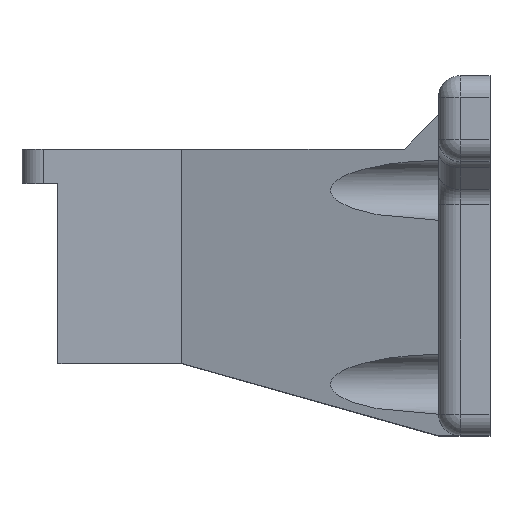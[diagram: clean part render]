
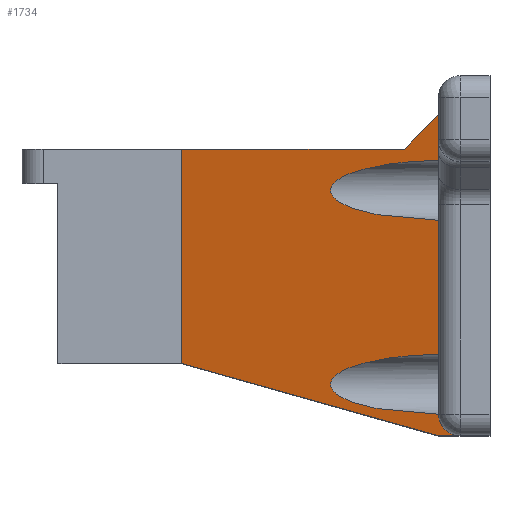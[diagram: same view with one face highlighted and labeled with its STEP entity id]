
A CAD part, top view. The second image highlights one B-rep face of the part: STEP entity #1734.
In plain terms, the highlighted planar face has unit normal (-0.258, 0, 0.966).
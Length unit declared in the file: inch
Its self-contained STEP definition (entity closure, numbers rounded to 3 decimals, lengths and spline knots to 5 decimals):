
#61=LINE('',#2631,#220);
#62=LINE('',#2635,#221);
#65=LINE('',#2653,#224);
#66=LINE('',#2657,#225);
#67=LINE('',#2696,#226);
#72=LINE('',#2704,#231);
#73=LINE('',#2705,#232);
#74=LINE('',#2707,#233);
#129=LINE('',#2906,#288);
#130=LINE('',#2908,#289);
#131=LINE('',#2910,#290);
#132=LINE('',#2911,#291);
#220=VECTOR('',#2091,0.3937);
#221=VECTOR('',#2094,0.3937);
#224=VECTOR('',#2115,0.3937);
#225=VECTOR('',#2118,0.3937);
#226=VECTOR('',#2167,0.3937);
#231=VECTOR('',#2174,0.3937);
#232=VECTOR('',#2175,0.3937);
#233=VECTOR('',#2176,0.3937);
#288=VECTOR('',#2401,0.3937);
#289=VECTOR('',#2402,0.3937);
#290=VECTOR('',#2403,0.3937);
#291=VECTOR('',#2404,0.3937);
#346=ELLIPSE('',#1825,0.67918,0.175);
#348=ELLIPSE('',#1835,0.67918,0.175);
#351=ELLIPSE('',#1843,0.24448,0.06299);
#352=ELLIPSE('',#1845,0.24448,0.06299);
#355=ELLIPSE('',#1853,0.24448,0.06299);
#356=ELLIPSE('',#1855,0.24448,0.06299);
#358=ELLIPSE('',#1901,0.12937,0.125);
#386=PLANE('',#1942);
#502=FACE_OUTER_BOUND('',#611,.T.);
#611=EDGE_LOOP('',(#1439,#1440,#1441,#1442,#1443,#1444,#1445,#1446,#1447,
#1448,#1449,#1450,#1451,#1452,#1453,#1454,#1455,#1456,#1457));
#761=VERTEX_POINT('',#2629);
#762=VERTEX_POINT('',#2630);
#763=VERTEX_POINT('',#2632);
#764=VERTEX_POINT('',#2634);
#769=VERTEX_POINT('',#2651);
#770=VERTEX_POINT('',#2652);
#771=VERTEX_POINT('',#2654);
#772=VERTEX_POINT('',#2656);
#777=VERTEX_POINT('',#2672);
#778=VERTEX_POINT('',#2674);
#783=VERTEX_POINT('',#2688);
#784=VERTEX_POINT('',#2690);
#785=VERTEX_POINT('',#2694);
#786=VERTEX_POINT('',#2695);
#789=VERTEX_POINT('',#2706);
#825=VERTEX_POINT('',#2809);
#848=VERTEX_POINT('',#2905);
#849=VERTEX_POINT('',#2907);
#850=VERTEX_POINT('',#2909);
#932=EDGE_CURVE('',#761,#762,#61,.T.);
#934=EDGE_CURVE('',#764,#763,#62,.T.);
#936=EDGE_CURVE('',#763,#761,#346,.T.);
#942=EDGE_CURVE('',#769,#770,#65,.T.);
#944=EDGE_CURVE('',#772,#771,#66,.T.);
#946=EDGE_CURVE('',#771,#769,#348,.T.);
#952=EDGE_CURVE('',#764,#777,#351,.F.);
#954=EDGE_CURVE('',#778,#762,#352,.F.);
#960=EDGE_CURVE('',#772,#783,#355,.F.);
#962=EDGE_CURVE('',#784,#770,#356,.F.);
#963=EDGE_CURVE('',#785,#786,#67,.T.);
#968=EDGE_CURVE('',#784,#786,#72,.T.);
#969=EDGE_CURVE('',#778,#783,#73,.T.);
#970=EDGE_CURVE('',#789,#777,#74,.T.);
#1022=EDGE_CURVE('',#825,#789,#358,.T.);
#1070=EDGE_CURVE('',#785,#848,#129,.T.);
#1071=EDGE_CURVE('',#848,#849,#130,.T.);
#1072=EDGE_CURVE('',#850,#849,#131,.F.);
#1073=EDGE_CURVE('',#850,#825,#132,.T.);
#1439=ORIENTED_EDGE('',*,*,#932,.T.);
#1440=ORIENTED_EDGE('',*,*,#954,.F.);
#1441=ORIENTED_EDGE('',*,*,#969,.T.);
#1442=ORIENTED_EDGE('',*,*,#960,.F.);
#1443=ORIENTED_EDGE('',*,*,#944,.T.);
#1444=ORIENTED_EDGE('',*,*,#946,.T.);
#1445=ORIENTED_EDGE('',*,*,#942,.T.);
#1446=ORIENTED_EDGE('',*,*,#962,.F.);
#1447=ORIENTED_EDGE('',*,*,#968,.T.);
#1448=ORIENTED_EDGE('',*,*,#963,.F.);
#1449=ORIENTED_EDGE('',*,*,#1070,.T.);
#1450=ORIENTED_EDGE('',*,*,#1071,.T.);
#1451=ORIENTED_EDGE('',*,*,#1072,.F.);
#1452=ORIENTED_EDGE('',*,*,#1073,.T.);
#1453=ORIENTED_EDGE('',*,*,#1022,.T.);
#1454=ORIENTED_EDGE('',*,*,#970,.T.);
#1455=ORIENTED_EDGE('',*,*,#952,.F.);
#1456=ORIENTED_EDGE('',*,*,#934,.T.);
#1457=ORIENTED_EDGE('',*,*,#936,.T.);
#1734=ADVANCED_FACE('',(#502),#386,.T.);
#1825=AXIS2_PLACEMENT_3D('',#2638,#2099,#2100);
#1835=AXIS2_PLACEMENT_3D('',#2660,#2123,#2124);
#1843=AXIS2_PLACEMENT_3D('',#2673,#2139,#2140);
#1845=AXIS2_PLACEMENT_3D('',#2676,#2143,#2144);
#1853=AXIS2_PLACEMENT_3D('',#2689,#2159,#2160);
#1855=AXIS2_PLACEMENT_3D('',#2692,#2163,#2164);
#1901=AXIS2_PLACEMENT_3D('',#2810,#2286,#2287);
#1942=AXIS2_PLACEMENT_3D('',#2904,#2399,#2400);
#2091=DIRECTION('',(0.,-1.,0.));
#2094=DIRECTION('',(0.,-1.,0.));
#2099=DIRECTION('center_axis',(0.258,0.,-0.966));
#2100=DIRECTION('ref_axis',(0.966,0.,0.258));
#2115=DIRECTION('',(0.,-1.,0.));
#2118=DIRECTION('',(0.,-1.,0.));
#2123=DIRECTION('center_axis',(0.258,0.,-0.966));
#2124=DIRECTION('ref_axis',(0.966,0.,0.258));
#2139=DIRECTION('center_axis',(0.258,0.,-0.966));
#2140=DIRECTION('ref_axis',(0.966,0.,0.258));
#2143=DIRECTION('center_axis',(0.258,0.,-0.966));
#2144=DIRECTION('ref_axis',(0.966,0.,0.258));
#2159=DIRECTION('center_axis',(0.258,0.,-0.966));
#2160=DIRECTION('ref_axis',(0.966,0.,0.258));
#2163=DIRECTION('center_axis',(0.258,0.,-0.966));
#2164=DIRECTION('ref_axis',(0.966,0.,0.258));
#2167=DIRECTION('',(0.695,0.695,0.185));
#2174=DIRECTION('',(0.,1.,0.));
#2175=DIRECTION('',(0.,1.,0.));
#2176=DIRECTION('',(0.,1.,0.));
#2286=DIRECTION('center_axis',(0.258,0.,-0.966));
#2287=DIRECTION('ref_axis',(-0.966,0.,-0.258));
#2399=DIRECTION('center_axis',(-0.258,0.,0.966));
#2400=DIRECTION('ref_axis',(0.966,0.,0.258));
#2401=DIRECTION('',(-0.966,0.,-0.258));
#2402=DIRECTION('',(0.,-1.,0.));
#2403=DIRECTION('',(0.932,-0.263,0.249));
#2404=DIRECTION('',(0.966,0.,0.258));
#2629=CARTESIAN_POINT('',(1.32376,-0.14814,0.90347));
#2630=CARTESIAN_POINT('',(1.32376,-0.2604,0.90347));
#2631=CARTESIAN_POINT('',(1.32376,-0.05475,0.90347));
#2632=CARTESIAN_POINT('',(1.32376,-0.49786,0.90347));
#2634=CARTESIAN_POINT('',(1.32376,-0.3856,0.90347));
#2635=CARTESIAN_POINT('',(1.32376,-0.05475,0.90347));
#2638=CARTESIAN_POINT('Origin',(1.3501,-0.323,0.9105));
#2651=CARTESIAN_POINT('',(1.32376,0.98386,0.90347));
#2652=CARTESIAN_POINT('',(1.32376,0.8716,0.90347));
#2653=CARTESIAN_POINT('',(1.32376,0.51125,0.90347));
#2654=CARTESIAN_POINT('',(1.32376,0.63414,0.90347));
#2656=CARTESIAN_POINT('',(1.32376,0.7464,0.90347));
#2657=CARTESIAN_POINT('',(1.32376,0.51125,0.90347));
#2660=CARTESIAN_POINT('Origin',(1.3501,0.809,0.9105));
#2672=CARTESIAN_POINT('',(1.32402,-0.38561,0.90354));
#2673=CARTESIAN_POINT('Origin',(1.3501,-0.323,0.9105));
#2674=CARTESIAN_POINT('',(1.32402,-0.26039,0.90354));
#2676=CARTESIAN_POINT('Origin',(1.3501,-0.323,0.9105));
#2688=CARTESIAN_POINT('',(1.32402,0.74639,0.90354));
#2689=CARTESIAN_POINT('Origin',(1.3501,0.809,0.9105));
#2690=CARTESIAN_POINT('',(1.32402,0.87161,0.90354));
#2692=CARTESIAN_POINT('Origin',(1.3501,0.809,0.9105));
#2694=CARTESIAN_POINT('',(1.12402,1.05,0.85021));
#2695=CARTESIAN_POINT('',(1.32402,1.25,0.90354));
#2696=CARTESIAN_POINT('',(0.7734,0.69938,0.75671));
#2704=CARTESIAN_POINT('',(1.32402,0.2135,0.90354));
#2705=CARTESIAN_POINT('',(1.32402,0.2135,0.90354));
#2706=CARTESIAN_POINT('',(1.32402,-0.498,0.90354));
#2707=CARTESIAN_POINT('',(1.32402,0.2135,0.90354));
#2809=CARTESIAN_POINT('',(1.44902,-0.623,0.93688));
#2810=CARTESIAN_POINT('Origin',(1.44902,-0.498,0.93688));
#2904=CARTESIAN_POINT('Origin',(0.57402,0.2135,0.70354));
#2905=CARTESIAN_POINT('',(-0.17598,1.05,0.50354));
#2906=CARTESIAN_POINT('',(0.2323,1.05,0.61242));
#2907=CARTESIAN_POINT('',(-0.17598,-0.2,0.50354));
#2908=CARTESIAN_POINT('',(-0.17598,0.2135,0.50354));
#2909=CARTESIAN_POINT('',(1.32402,-0.623,0.90354));
#2910=CARTESIAN_POINT('',(0.4159,-0.36691,0.66138));
#2911=CARTESIAN_POINT('',(0.83212,-0.623,0.77237));
